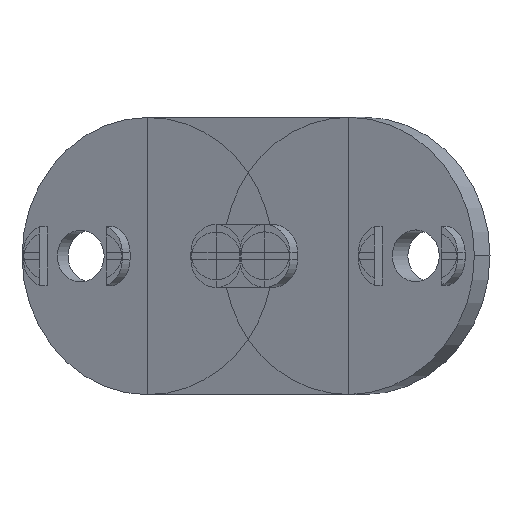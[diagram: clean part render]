
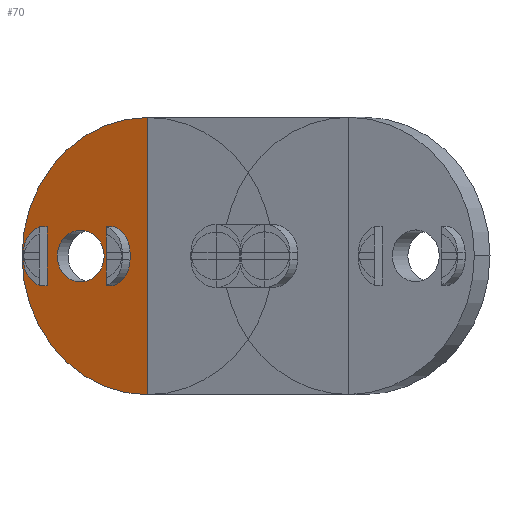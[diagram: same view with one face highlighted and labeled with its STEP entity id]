
A CAD part, top view. The second image highlights one B-rep face of the part: STEP entity #70.
In plain terms, the highlighted planar face has unit normal (-0.423, 0, 0.906).
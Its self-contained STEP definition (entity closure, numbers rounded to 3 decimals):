
#31 = VERTEX_POINT('',#32);
#32 = CARTESIAN_POINT('',(-23.279,0.,
    72.356));
#38 = EDGE_CURVE('',#31,#31,#39,.T.);
#39 = CIRCLE('',#40,2.8);
#40 = AXIS2_PLACEMENT_3D('',#41,#42,#43);
#41 = CARTESIAN_POINT('',(-25.817,0.,71.173));
#42 = DIRECTION('',(0.423,0.,-0.906));
#43 = DIRECTION('',(0.906,0.,0.423));
#70 = ADVANCED_FACE('',(#71,#90,#158,#161),#229,.T.);
#71 = FACE_BOUND('',#72,.T.);
#72 = EDGE_LOOP('',(#73,#83));
#73 = ORIENTED_EDGE('',*,*,#74,.T.);
#74 = EDGE_CURVE('',#75,#77,#79,.T.);
#75 = VERTEX_POINT('',#76);
#76 = CARTESIAN_POINT('',(-18.566,-15.,74.554));
#77 = VERTEX_POINT('',#78);
#78 = CARTESIAN_POINT('',(-18.566,15.,74.554));
#79 = LINE('',#80,#81);
#80 = CARTESIAN_POINT('',(-18.566,-15.,74.554));
#81 = VECTOR('',#82,1.);
#82 = DIRECTION('',(0.,1.,0.));
#83 = ORIENTED_EDGE('',*,*,#84,.T.);
#84 = EDGE_CURVE('',#77,#75,#85,.T.);
#85 = CIRCLE('',#86,15.);
#86 = AXIS2_PLACEMENT_3D('',#87,#88,#89);
#87 = CARTESIAN_POINT('',(-18.566,0.,74.554));
#88 = DIRECTION('',(-0.423,0.,0.906));
#89 = DIRECTION('',(0.906,0.,0.423));
#90 = FACE_BOUND('',#91,.T.);
#91 = EDGE_LOOP('',(#92,#103,#111,#119,#127,#135,#143,#152));
#92 = ORIENTED_EDGE('',*,*,#93,.F.);
#93 = EDGE_CURVE('',#94,#96,#98,.T.);
#94 = VERTEX_POINT('',#95);
#95 = CARTESIAN_POINT('',(-29.442,3.191,69.482)
  );
#96 = VERTEX_POINT('',#97);
#97 = CARTESIAN_POINT('',(-31.164,0.4,68.679));
#98 = CIRCLE('',#99,3.);
#99 = AXIS2_PLACEMENT_3D('',#100,#101,#102);
#100 = CARTESIAN_POINT('',(-28.445,0.4,69.947));
#101 = DIRECTION('',(-0.423,0.,0.906));
#102 = DIRECTION('',(0.906,0.,0.423));
#103 = ORIENTED_EDGE('',*,*,#104,.F.);
#104 = EDGE_CURVE('',#105,#94,#107,.T.);
#105 = VERTEX_POINT('',#106);
#106 = CARTESIAN_POINT('',(-29.442,2.391,69.482
    ));
#107 = LINE('',#108,#109);
#108 = CARTESIAN_POINT('',(-29.442,-4.,69.482));
#109 = VECTOR('',#110,1.);
#110 = DIRECTION('',(0.,1.,0.));
#111 = ORIENTED_EDGE('',*,*,#112,.F.);
#112 = EDGE_CURVE('',#113,#105,#115,.T.);
#113 = VERTEX_POINT('',#114);
#114 = CARTESIAN_POINT('',(-29.442,0.4,69.482));
#115 = LINE('',#116,#117);
#116 = CARTESIAN_POINT('',(-29.442,-4.,69.482));
#117 = VECTOR('',#118,1.);
#118 = DIRECTION('',(0.,1.,0.));
#119 = ORIENTED_EDGE('',*,*,#120,.F.);
#120 = EDGE_CURVE('',#121,#113,#123,.T.);
#121 = VERTEX_POINT('',#122);
#122 = CARTESIAN_POINT('',(-29.442,-0.4,69.482));
#123 = LINE('',#124,#125);
#124 = CARTESIAN_POINT('',(-29.442,-4.,69.482));
#125 = VECTOR('',#126,1.);
#126 = DIRECTION('',(0.,1.,0.));
#127 = ORIENTED_EDGE('',*,*,#128,.F.);
#128 = EDGE_CURVE('',#129,#121,#131,.T.);
#129 = VERTEX_POINT('',#130);
#130 = CARTESIAN_POINT('',(-29.442,-2.391,
    69.482));
#131 = LINE('',#132,#133);
#132 = CARTESIAN_POINT('',(-29.442,-4.,69.482));
#133 = VECTOR('',#134,1.);
#134 = DIRECTION('',(0.,1.,0.));
#135 = ORIENTED_EDGE('',*,*,#136,.F.);
#136 = EDGE_CURVE('',#137,#129,#139,.T.);
#137 = VERTEX_POINT('',#138);
#138 = CARTESIAN_POINT('',(-29.442,-3.191,
    69.482));
#139 = LINE('',#140,#141);
#140 = CARTESIAN_POINT('',(-29.442,-4.,69.482));
#141 = VECTOR('',#142,1.);
#142 = DIRECTION('',(0.,1.,0.));
#143 = ORIENTED_EDGE('',*,*,#144,.F.);
#144 = EDGE_CURVE('',#145,#137,#147,.T.);
#145 = VERTEX_POINT('',#146);
#146 = CARTESIAN_POINT('',(-31.164,-0.4,68.679));
#147 = CIRCLE('',#148,3.);
#148 = AXIS2_PLACEMENT_3D('',#149,#150,#151);
#149 = CARTESIAN_POINT('',(-28.445,-0.4,69.947));
#150 = DIRECTION('',(-0.423,0.,0.906));
#151 = DIRECTION('',(0.906,0.,0.423));
#152 = ORIENTED_EDGE('',*,*,#153,.T.);
#153 = EDGE_CURVE('',#145,#96,#154,.T.);
#154 = LINE('',#155,#156);
#155 = CARTESIAN_POINT('',(-31.164,-0.4,68.679));
#156 = VECTOR('',#157,1.);
#157 = DIRECTION('',(0.,1.,0.));
#158 = FACE_BOUND('',#159,.T.);
#159 = EDGE_LOOP('',(#160));
#160 = ORIENTED_EDGE('',*,*,#38,.T.);
#161 = FACE_BOUND('',#162,.T.);
#162 = EDGE_LOOP('',(#163,#174,#182,#191,#199,#207,#215,#223));
#163 = ORIENTED_EDGE('',*,*,#164,.F.);
#164 = EDGE_CURVE('',#165,#167,#169,.T.);
#165 = VERTEX_POINT('',#166);
#166 = CARTESIAN_POINT('',(-20.469,0.4,73.666));
#167 = VERTEX_POINT('',#168);
#168 = CARTESIAN_POINT('',(-22.191,3.191,
    72.863));
#169 = CIRCLE('',#170,3.);
#170 = AXIS2_PLACEMENT_3D('',#171,#172,#173);
#171 = CARTESIAN_POINT('',(-23.188,0.4,72.398));
#172 = DIRECTION('',(-0.423,0.,0.906));
#173 = DIRECTION('',(0.906,0.,0.423));
#174 = ORIENTED_EDGE('',*,*,#175,.F.);
#175 = EDGE_CURVE('',#176,#165,#178,.T.);
#176 = VERTEX_POINT('',#177);
#177 = CARTESIAN_POINT('',(-20.469,-0.4,73.666));
#178 = LINE('',#179,#180);
#179 = CARTESIAN_POINT('',(-20.469,-0.4,73.666));
#180 = VECTOR('',#181,1.);
#181 = DIRECTION('',(0.,1.,0.));
#182 = ORIENTED_EDGE('',*,*,#183,.F.);
#183 = EDGE_CURVE('',#184,#176,#186,.T.);
#184 = VERTEX_POINT('',#185);
#185 = CARTESIAN_POINT('',(-22.191,-3.191,
    72.863));
#186 = CIRCLE('',#187,3.);
#187 = AXIS2_PLACEMENT_3D('',#188,#189,#190);
#188 = CARTESIAN_POINT('',(-23.188,-0.4,72.398));
#189 = DIRECTION('',(-0.423,0.,0.906));
#190 = DIRECTION('',(0.906,0.,0.423));
#191 = ORIENTED_EDGE('',*,*,#192,.T.);
#192 = EDGE_CURVE('',#184,#193,#195,.T.);
#193 = VERTEX_POINT('',#194);
#194 = CARTESIAN_POINT('',(-22.191,-2.391,
    72.863));
#195 = LINE('',#196,#197);
#196 = CARTESIAN_POINT('',(-22.191,-4.,72.863));
#197 = VECTOR('',#198,1.);
#198 = DIRECTION('',(0.,1.,0.));
#199 = ORIENTED_EDGE('',*,*,#200,.T.);
#200 = EDGE_CURVE('',#193,#201,#203,.T.);
#201 = VERTEX_POINT('',#202);
#202 = CARTESIAN_POINT('',(-22.191,-0.4,72.863));
#203 = LINE('',#204,#205);
#204 = CARTESIAN_POINT('',(-22.191,-4.,72.863));
#205 = VECTOR('',#206,1.);
#206 = DIRECTION('',(0.,1.,0.));
#207 = ORIENTED_EDGE('',*,*,#208,.T.);
#208 = EDGE_CURVE('',#201,#209,#211,.T.);
#209 = VERTEX_POINT('',#210);
#210 = CARTESIAN_POINT('',(-22.191,0.4,72.863));
#211 = LINE('',#212,#213);
#212 = CARTESIAN_POINT('',(-22.191,-4.,72.863));
#213 = VECTOR('',#214,1.);
#214 = DIRECTION('',(0.,1.,0.));
#215 = ORIENTED_EDGE('',*,*,#216,.T.);
#216 = EDGE_CURVE('',#209,#217,#219,.T.);
#217 = VERTEX_POINT('',#218);
#218 = CARTESIAN_POINT('',(-22.191,2.391,
    72.863));
#219 = LINE('',#220,#221);
#220 = CARTESIAN_POINT('',(-22.191,-4.,72.863));
#221 = VECTOR('',#222,1.);
#222 = DIRECTION('',(0.,1.,0.));
#223 = ORIENTED_EDGE('',*,*,#224,.T.);
#224 = EDGE_CURVE('',#217,#167,#225,.T.);
#225 = LINE('',#226,#227);
#226 = CARTESIAN_POINT('',(-22.191,-4.,72.863));
#227 = VECTOR('',#228,1.);
#228 = DIRECTION('',(0.,1.,0.));
#229 = PLANE('',#230);
#230 = AXIS2_PLACEMENT_3D('',#231,#232,#233);
#231 = CARTESIAN_POINT('',(-18.566,0.,74.554));
#232 = DIRECTION('',(-0.423,0.,0.906));
#233 = DIRECTION('',(0.906,0.,0.423));
